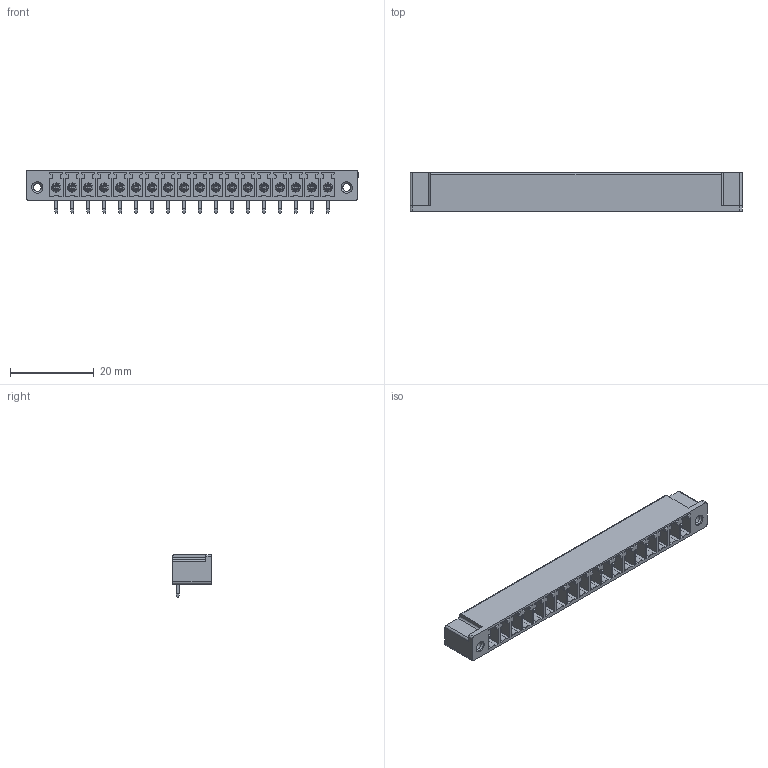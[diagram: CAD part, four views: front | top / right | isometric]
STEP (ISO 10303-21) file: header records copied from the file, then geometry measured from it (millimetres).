
FILE_DESCRIPTION(('CATIA V5 STEP Exchange','CAx-IF Rec.Pracs.--- Model Styling and Organization---1.2---2011-12-15'),'2;1');
FILE_NAME ('D1459810_0', '2018-09-29T04:25:03+00:00', ('none'), ('Weidmueller'), 'CATIA Version 5-6 Release 2014', 'CATIA V5 STEP AP214', 'none');
FILE_SCHEMA(('AUTOMOTIVE_DESIGN { 1 0 10303 214 1 1 1 1 }'));
Length unit declared in the file: millimetre
Products named in the file (1): 1942810000
Bounding box: 79.17 x 9.2 x 10.25 mm (x, y, z)
Volume: 2472.5 mm3; surface area: 6898.1 mm2
Topology: 19 solids, 19 shells, 1429 faces, 4088 edges, 2753 vertices
Faces by surface type: plane 1008, cylinder 345, cone 40, torus 36
Entity records: 43109 total; most frequent: CARTESIAN_POINT 8467, ORIENTED_EDGE 8176, DIRECTION 5484, EDGE_CURVE 4088, VECTOR 3182, LINE 3182, VERTEX_POINT 2753, EDGE_LOOP 1525
